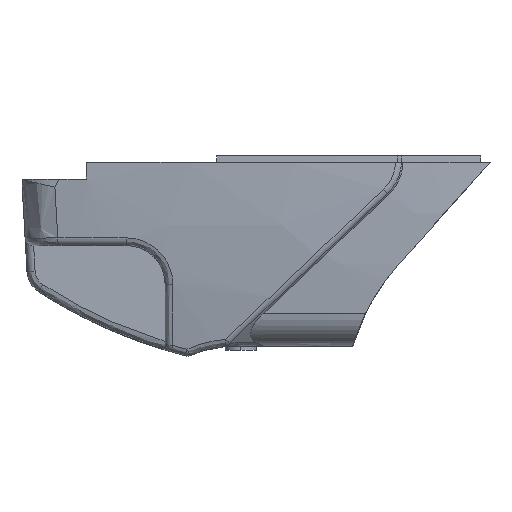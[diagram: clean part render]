
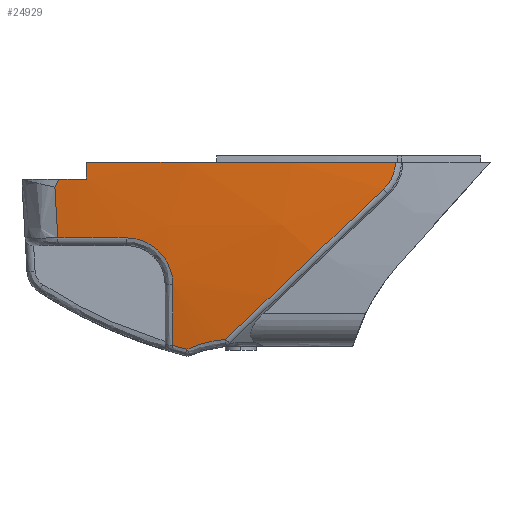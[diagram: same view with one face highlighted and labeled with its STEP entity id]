
A CAD part, left-side view. The second image highlights one B-rep face of the part: STEP entity #24929.
In plain terms, the highlighted free-form (B-spline) face has degree [3, 3] with [4, 4] control points.
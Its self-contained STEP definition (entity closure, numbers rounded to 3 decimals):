
#2342=CARTESIAN_POINT('',(-61.742,-61.166,
-32.2));
#2352=CARTESIAN_POINT('',(304.183,-30.798,-32.2));
#2353=DIRECTION('',(0.,0.,-1.));
#2354=DIRECTION('',(-0.997,-0.083,0.));
#2355=AXIS2_PLACEMENT_3D('',#2352,#2353,#2354);
#9248=CARTESIAN_POINT('',(-61.876,-58.318,
-38.625));
#9249=CARTESIAN_POINT('',(-61.862,-58.602,
-38.357));
#9250=CARTESIAN_POINT('',(-61.836,-59.136,
-37.781));
#9251=CARTESIAN_POINT('',(-61.803,-59.828,
-36.814));
#9252=CARTESIAN_POINT('',(-61.776,-60.423,
-35.687));
#9253=CARTESIAN_POINT('',(-61.756,-60.845,
-34.506));
#9254=CARTESIAN_POINT('',(-61.745,-61.09,
-33.365));
#9255=CARTESIAN_POINT('',(-61.742,-61.158,
-32.589));
#9256=CARTESIAN_POINT('',(-61.742,-61.166,
-32.2));
#9261=CARTESIAN_POINT('',(-59.124,-20.821,
-74.234));
#9262=CARTESIAN_POINT('',(-59.653,-23.504,
-71.684));
#9263=CARTESIAN_POINT('',(-60.522,-28.659,
-66.788));
#9264=CARTESIAN_POINT('',(-61.362,-35.641,
-60.156));
#9265=CARTESIAN_POINT('',(-61.857,-42.104,
-54.019));
#9266=CARTESIAN_POINT('',(-62.072,-48.092,
-48.333));
#9267=CARTESIAN_POINT('',(-62.064,-53.553,
-43.148));
#9268=CARTESIAN_POINT('',(-61.95,-56.794,
-40.072));
#9269=CARTESIAN_POINT('',(-61.876,-58.318,
-38.625));
#9274=CARTESIAN_POINT('',(-59.124,-20.821,
-74.234));
#9275=CARTESIAN_POINT('',(-59.084,-19.861,
-74.309));
#9276=CARTESIAN_POINT('',(-58.977,-17.904,
-74.563));
#9277=CARTESIAN_POINT('',(-58.726,-14.899,
-75.292));
#9278=CARTESIAN_POINT('',(-58.479,-12.777,
-76.076));
#9279=CARTESIAN_POINT('',(-58.332,-11.703,
-76.557));
#9284=CARTESIAN_POINT('',(-58.332,-11.703,
-76.557));
#9285=CARTESIAN_POINT('',(-58.33,-11.142,
-76.411));
#9286=CARTESIAN_POINT('',(-58.324,-10.027,
-76.113));
#9287=CARTESIAN_POINT('',(-58.317,-8.926,
-75.801));
#9288=CARTESIAN_POINT('',(-58.313,-8.379,
-75.641));
#9293=CARTESIAN_POINT('',(-58.313,-8.379,
-75.641));
#9294=CARTESIAN_POINT('',(-58.607,-8.379,
-74.05));
#9295=CARTESIAN_POINT('',(-59.164,-8.378,
-70.86));
#9296=CARTESIAN_POINT('',(-59.902,-8.378,
-66.06));
#9297=CARTESIAN_POINT('',(-60.329,-8.378,
-62.85));
#9298=CARTESIAN_POINT('',(-60.526,-8.378,
-61.243));
#9303=CARTESIAN_POINT('',(-60.526,-8.378,
-61.243));
#9304=CARTESIAN_POINT('',(-60.629,-8.378,
-60.405));
#9305=CARTESIAN_POINT('',(-60.81,-8.195,
-58.772));
#9306=CARTESIAN_POINT('',(-61.014,-7.362,
-56.377));
#9307=CARTESIAN_POINT('',(-61.132,-6.034,
-54.265));
#9308=CARTESIAN_POINT('',(-61.166,-4.266,
-52.494));
#9309=CARTESIAN_POINT('',(-61.117,-2.158,
-51.165));
#9310=CARTESIAN_POINT('',(-60.988,0.214,
-50.336));
#9311=CARTESIAN_POINT('',(-60.858,1.844,
-50.151));
#9312=CARTESIAN_POINT('',(-60.781,2.682,
-50.151));
#9317=CARTESIAN_POINT('',(304.183,-30.798,
-50.151));
#9318=DIRECTION('',(0.,0.,-1.));
#9319=DIRECTION('',(-0.996,0.091,0.));
#9320=AXIS2_PLACEMENT_3D('',#9317,#9318,#9319);
#9325=CARTESIAN_POINT('',(-58.923,18.938,
-50.151));
#9326=CARTESIAN_POINT('',(-59.053,19.044,
-48.271));
#9327=CARTESIAN_POINT('',(-59.275,19.262,
-44.385));
#9328=CARTESIAN_POINT('',(-59.406,19.494,
-40.247));
#9329=CARTESIAN_POINT('',(-59.444,19.614,
-38.115));
#9334=CARTESIAN_POINT('',(-59.444,19.614,
-38.115));
#9335=CARTESIAN_POINT('',(-59.476,19.451,
-37.783));
#9336=CARTESIAN_POINT('',(-59.535,19.132,
-37.132));
#9337=CARTESIAN_POINT('',(-59.588,18.831,
-36.506));
#9338=CARTESIAN_POINT('',(-59.614,18.684,-36.2));
#9343=CARTESIAN_POINT('',(304.183,-30.798,-36.2));
#9344=DIRECTION('',(0.,0.,-1.));
#9345=DIRECTION('',(-0.993,0.117,0.));
#9346=AXIS2_PLACEMENT_3D('',#9343,#9344,#9345);
#9351=CARTESIAN_POINT('',(-60.48,12.15,-32.2));
#9352=CARTESIAN_POINT('',(-60.479,12.15,-32.867));
#9353=CARTESIAN_POINT('',(-60.472,12.15,-34.2));
#9354=CARTESIAN_POINT('',(-60.454,12.15,-35.533));
#9355=CARTESIAN_POINT('',(-60.443,12.15,-36.2));
#10932=CARTESIAN_POINT('',(-59.444,19.614,
-38.115));
#17388=CARTESIAN_POINT('',(-60.443,12.15,-36.2));
#17389=CARTESIAN_POINT('',(-59.614,18.684,-36.2));
#17390=VERTEX_POINT('',#17388);
#17391=VERTEX_POINT('',#17389);
#17419=VERTEX_POINT('',#10932);
#17474=VERTEX_POINT('',#9293);
#17475=VERTEX_POINT('',#9298);
#17477=VERTEX_POINT('',#9312);
#17480=CARTESIAN_POINT('',(-58.923,18.938,
-50.151));
#17481=VERTEX_POINT('',#17480);
#17860=VERTEX_POINT('',#9351);
#17873=VERTEX_POINT('',#2342);
#17876=VERTEX_POINT('',#9248);
#17877=VERTEX_POINT('',#9261);
#17901=VERTEX_POINT('',#9284);
#24890=CARTESIAN_POINT('',(-61.604,-62.78,
-31.308));
#24891=CARTESIAN_POINT('',(-61.648,-62.784,
-46.799));
#24892=CARTESIAN_POINT('',(-60.205,-62.658,
-62.222));
#24893=CARTESIAN_POINT('',(-57.288,-62.403,
-77.433));
#24894=CARTESIAN_POINT('',(-64.054,-34.75,
-31.308));
#24895=CARTESIAN_POINT('',(-64.099,-34.751,
-46.799));
#24896=CARTESIAN_POINT('',(-62.646,-34.735,
-62.222));
#24897=CARTESIAN_POINT('',(-59.71,-34.704,
-77.433));
#24898=CARTESIAN_POINT('',(-63.281,-6.624,
-31.308));
#24899=CARTESIAN_POINT('',(-63.326,-6.621,
-46.799));
#24900=CARTESIAN_POINT('',(-61.876,-6.717,
-62.222));
#24901=CARTESIAN_POINT('',(-58.946,-6.91,
-77.433));
#24902=CARTESIAN_POINT('',(-59.295,21.228,
-31.308));
#24903=CARTESIAN_POINT('',(-59.339,21.235,
-46.799));
#24904=CARTESIAN_POINT('',(-57.905,21.029,
-62.222));
#24905=CARTESIAN_POINT('',(-55.006,20.614,
-77.433));
#24906=(BOUNDED_SURFACE()B_SPLINE_SURFACE(3,3,((#24890,#24891,#24892,#24893),(
#24894,#24895,#24896,#24897),(#24898,#24899,#24900,#24901),(#24902,#24903,
#24904,#24905)),.UNSPECIFIED.,.F.,.F.,.F.)B_SPLINE_SURFACE_WITH_KNOTS((4,4),(4,
4),(0.,1.),(0.,1.),.UNSPECIFIED.)GEOMETRIC_REPRESENTATION_ITEM()RATIONAL_B_SPLINE_SURFACE(((1.006,1.003,1.003,
1.006),(1.001,0.998,0.998,
1.001),(1.001,0.998,0.998,
1.001),(1.006,1.003,1.003,
1.006)))REPRESENTATION_ITEM('')SURFACE());
#24908=ORIENTED_EDGE('',*,*,#24907,.F.);
#24910=ORIENTED_EDGE('',*,*,#24909,.F.);
#24911=ORIENTED_EDGE('',*,*,#20599,.T.);
#24913=ORIENTED_EDGE('',*,*,#24912,.T.);
#24915=ORIENTED_EDGE('',*,*,#24914,.T.);
#24917=ORIENTED_EDGE('',*,*,#24916,.T.);
#24919=ORIENTED_EDGE('',*,*,#24918,.T.);
#24921=ORIENTED_EDGE('',*,*,#24920,.T.);
#24923=ORIENTED_EDGE('',*,*,#24922,.T.);
#24924=ORIENTED_EDGE('',*,*,#24857,.F.);
#24925=ORIENTED_EDGE('',*,*,#24182,.F.);
#24926=ORIENTED_EDGE('',*,*,#19566,.F.);
#24927=EDGE_LOOP('',(#24908,#24910,#24911,#24913,#24915,#24917,#24919,#24921,
#24923,#24924,#24925,#24926));
#24928=FACE_OUTER_BOUND('',#24927,.F.);
#24929=ADVANCED_FACE('',(#24928),#24906,.T.);
#2356=CIRCLE('',#2355,367.183);
#9257=B_SPLINE_CURVE_WITH_KNOTS('',3,(#9248,#9249,#9250,#9251,#9252,#9253,#9254,
#9255,#9256),.UNSPECIFIED.,.F.,.F.,(4,1,1,1,1,1,4),(0.,0.167,
0.333,0.5,0.667,0.833,1.),
.UNSPECIFIED.);
#9270=B_SPLINE_CURVE_WITH_KNOTS('',3,(#9261,#9262,#9263,#9264,#9265,#9266,#9267,
#9268,#9269),.UNSPECIFIED.,.F.,.F.,(4,1,1,1,1,1,4),(0.,0.167,
0.333,0.5,0.667,0.833,1.),
.UNSPECIFIED.);
#9280=B_SPLINE_CURVE_WITH_KNOTS('',3,(#9274,#9275,#9276,#9277,#9278,#9279),
.UNSPECIFIED.,.F.,.F.,(4,1,1,4),(0.,0.333,0.667,1.),
.UNSPECIFIED.);
#9289=B_SPLINE_CURVE_WITH_KNOTS('',3,(#9284,#9285,#9286,#9287,#9288),
.UNSPECIFIED.,.F.,.F.,(4,1,4),(0.,0.5,1.),.UNSPECIFIED.);
#9299=B_SPLINE_CURVE_WITH_KNOTS('',3,(#9293,#9294,#9295,#9296,#9297,#9298),
.UNSPECIFIED.,.F.,.F.,(4,1,1,4),(0.,0.333,0.667,1.),
.UNSPECIFIED.);
#9313=B_SPLINE_CURVE_WITH_KNOTS('',3,(#9303,#9304,#9305,#9306,#9307,#9308,#9309,
#9310,#9311,#9312),.UNSPECIFIED.,.F.,.F.,(4,1,1,1,1,1,1,4),(0.,
0.143,0.286,0.429,0.571,
0.714,0.857,1.),.UNSPECIFIED.);
#9321=CIRCLE('',#9320,366.497);
#9330=B_SPLINE_CURVE_WITH_KNOTS('',3,(#9325,#9326,#9327,#9328,#9329),
.UNSPECIFIED.,.F.,.F.,(4,1,4),(0.,0.5,1.),.UNSPECIFIED.);
#9339=B_SPLINE_CURVE_WITH_KNOTS('',3,(#9334,#9335,#9336,#9337,#9338),
.UNSPECIFIED.,.F.,.F.,(4,1,4),(0.,0.5,1.),.UNSPECIFIED.);
#9347=CIRCLE('',#9346,367.146);
#9356=B_SPLINE_CURVE_WITH_KNOTS('',3,(#9351,#9352,#9353,#9354,#9355),
.UNSPECIFIED.,.F.,.F.,(4,1,4),(0.,0.5,1.),.UNSPECIFIED.);
#19566=EDGE_CURVE('',#17873,#17860,#2356,.T.);
#20599=EDGE_CURVE('',#17877,#17901,#9280,.T.);
#24182=EDGE_CURVE('',#17860,#17390,#9356,.T.);
#24857=EDGE_CURVE('',#17390,#17391,#9347,.T.);
#24907=EDGE_CURVE('',#17876,#17873,#9257,.T.);
#24909=EDGE_CURVE('',#17877,#17876,#9270,.T.);
#24912=EDGE_CURVE('',#17901,#17474,#9289,.T.);
#24914=EDGE_CURVE('',#17474,#17475,#9299,.T.);
#24916=EDGE_CURVE('',#17475,#17477,#9313,.T.);
#24918=EDGE_CURVE('',#17477,#17481,#9321,.T.);
#24920=EDGE_CURVE('',#17481,#17419,#9330,.T.);
#24922=EDGE_CURVE('',#17419,#17391,#9339,.T.);
